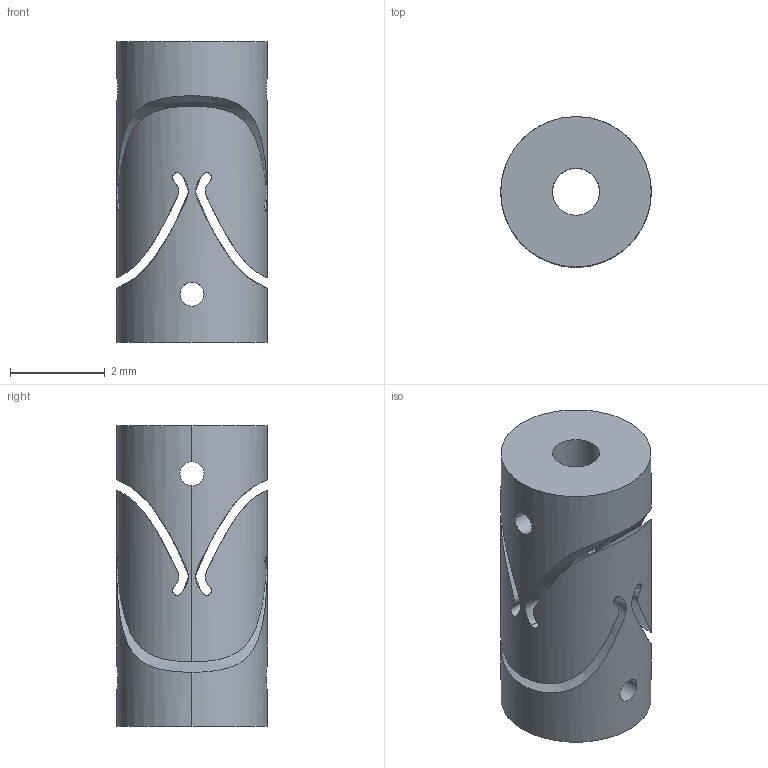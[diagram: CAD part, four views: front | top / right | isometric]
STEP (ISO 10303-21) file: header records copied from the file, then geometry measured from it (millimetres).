
FILE_DESCRIPTION((''),'2;1');
FILE_NAME('FLEX_COUPLING','2008-02-05T',('ghiorso'),(''),'PRO/ENGINEER BY PARAMETRIC TECHNOLOGY CORPORATION, 2006200','PRO/ENGINEER BY PARAMETRIC TECHNOLOGY CORPORATION, 2006200','');
FILE_SCHEMA(('CONFIG_CONTROL_DESIGN'));
Length unit declared in the file: inch
Products named in the file (1): FLEX_COUPLING
Bounding box: 3.17 x 3.17 x 6.35 mm (x, y, z)
Volume: 35.9 mm3; surface area: 145 mm2
Topology: 1 solids, 1 shells, 35 faces, 130 edges, 92 vertices
Faces by surface type: cylinder 22, extrusion 8, plane 5
Entity records: 3035 total; most frequent: CARTESIAN_POINT 1980, ORIENTED_EDGE 252, DIRECTION 142, EDGE_CURVE 126, VERTEX_POINT 84, B_SPLINE_CURVE_WITH_KNOTS 76, VECTOR 54, LINE 46
